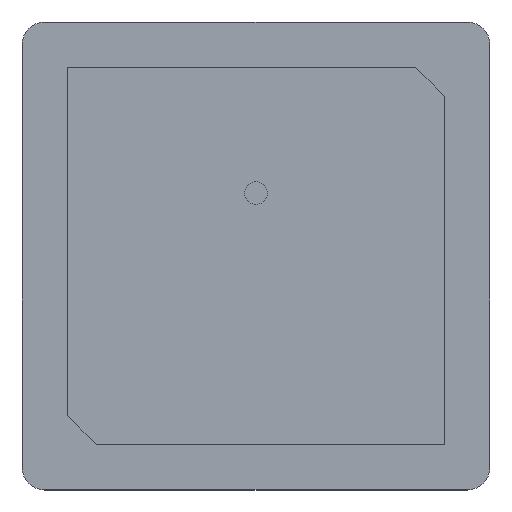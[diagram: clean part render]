
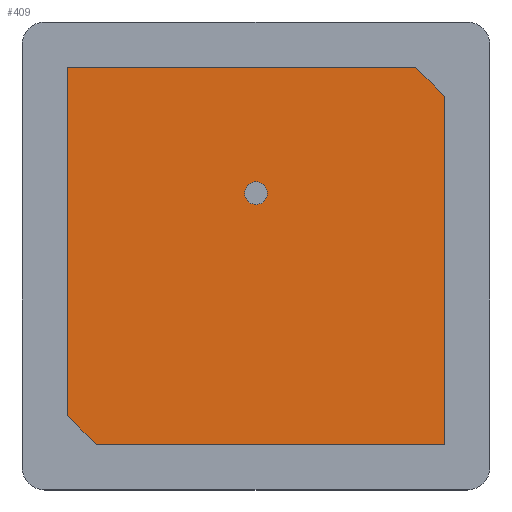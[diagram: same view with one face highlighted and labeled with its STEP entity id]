
A CAD part, top view. The second image highlights one B-rep face of the part: STEP entity #409.
In plain terms, the highlighted planar face has unit normal (0, 0, 1).
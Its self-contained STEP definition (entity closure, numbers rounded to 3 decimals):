
#409 = ADVANCED_FACE('',(#410,#460),#471,.F.);
#410 = FACE_BOUND('',#411,.T.);
#411 = EDGE_LOOP('',(#412,#422,#430,#438,#446,#454));
#412 = ORIENTED_EDGE('',*,*,#413,.F.);
#413 = EDGE_CURVE('',#414,#416,#418,.T.);
#414 = VERTEX_POINT('',#415);
#415 = CARTESIAN_POINT('',(33.,17.,6.05));
#416 = VERTEX_POINT('',#417);
#417 = CARTESIAN_POINT('',(33.,-44.,6.05));
#418 = LINE('',#419,#420);
#419 = CARTESIAN_POINT('',(33.,22.,6.05));
#420 = VECTOR('',#421,1.);
#421 = DIRECTION('',(0.,-1.,0.));
#422 = ORIENTED_EDGE('',*,*,#423,.T.);
#423 = EDGE_CURVE('',#414,#424,#426,.T.);
#424 = VERTEX_POINT('',#425);
#425 = CARTESIAN_POINT('',(28.,22.,6.05));
#426 = LINE('',#427,#428);
#427 = CARTESIAN_POINT('',(28.,22.,6.05));
#428 = VECTOR('',#429,1.);
#429 = DIRECTION('',(-0.707,0.707,0.));
#430 = ORIENTED_EDGE('',*,*,#431,.F.);
#431 = EDGE_CURVE('',#432,#424,#434,.T.);
#432 = VERTEX_POINT('',#433);
#433 = CARTESIAN_POINT('',(-33.,22.,6.05));
#434 = LINE('',#435,#436);
#435 = CARTESIAN_POINT('',(-33.,22.,6.05));
#436 = VECTOR('',#437,1.);
#437 = DIRECTION('',(1.,0.,0.));
#438 = ORIENTED_EDGE('',*,*,#439,.F.);
#439 = EDGE_CURVE('',#440,#432,#442,.T.);
#440 = VERTEX_POINT('',#441);
#441 = CARTESIAN_POINT('',(-33.,-39.,6.05));
#442 = LINE('',#443,#444);
#443 = CARTESIAN_POINT('',(-33.,-44.,6.05));
#444 = VECTOR('',#445,1.);
#445 = DIRECTION('',(0.,1.,0.));
#446 = ORIENTED_EDGE('',*,*,#447,.T.);
#447 = EDGE_CURVE('',#440,#448,#450,.T.);
#448 = VERTEX_POINT('',#449);
#449 = CARTESIAN_POINT('',(-28.,-44.,6.05));
#450 = LINE('',#451,#452);
#451 = CARTESIAN_POINT('',(-28.,-44.,6.05));
#452 = VECTOR('',#453,1.);
#453 = DIRECTION('',(0.707,-0.707,0.));
#454 = ORIENTED_EDGE('',*,*,#455,.F.);
#455 = EDGE_CURVE('',#416,#448,#456,.T.);
#456 = LINE('',#457,#458);
#457 = CARTESIAN_POINT('',(33.,-44.,6.05));
#458 = VECTOR('',#459,1.);
#459 = DIRECTION('',(-1.,0.,0.));
#460 = FACE_BOUND('',#461,.T.);
#461 = EDGE_LOOP('',(#462));
#462 = ORIENTED_EDGE('',*,*,#463,.T.);
#463 = EDGE_CURVE('',#464,#464,#466,.T.);
#464 = VERTEX_POINT('',#465);
#465 = CARTESIAN_POINT('',(-2.,0.,6.05));
#466 = CIRCLE('',#467,2.);
#467 = AXIS2_PLACEMENT_3D('',#468,#469,#470);
#468 = CARTESIAN_POINT('',(0.,0.,6.05));
#469 = DIRECTION('',(0.,0.,-1.));
#470 = DIRECTION('',(-1.,0.,0.));
#471 = PLANE('',#472);
#472 = AXIS2_PLACEMENT_3D('',#473,#474,#475);
#473 = CARTESIAN_POINT('',(33.,-44.,6.05));
#474 = DIRECTION('',(0.,0.,-1.));
#475 = DIRECTION('',(-1.,0.,0.));
